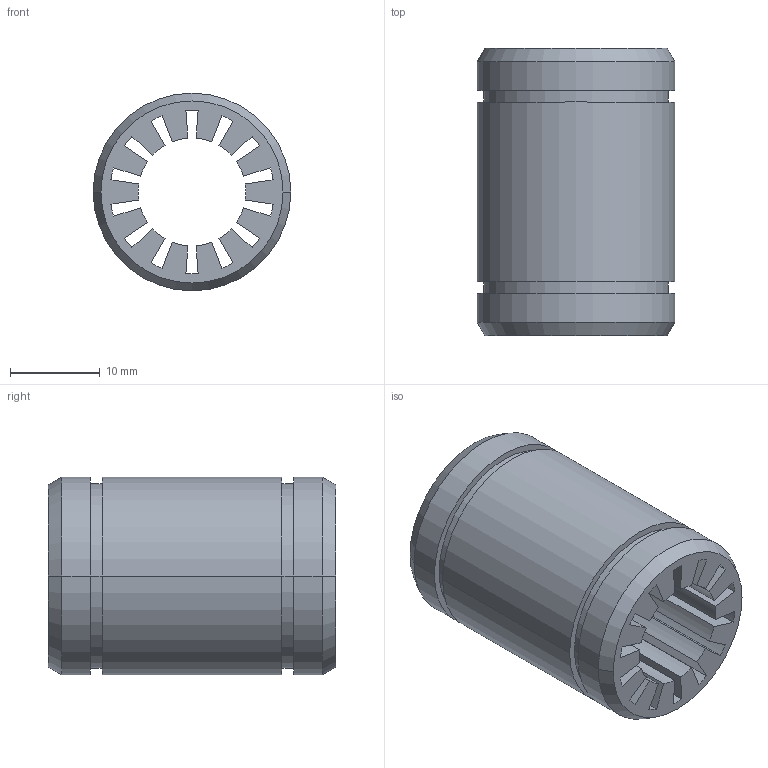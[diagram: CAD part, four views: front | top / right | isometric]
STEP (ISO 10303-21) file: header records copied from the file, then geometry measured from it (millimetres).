
FILE_DESCRIPTION(('STEP AP214'),'1');
FILE_NAME('cctmp_E37BCCF6-7FCA-4BB6-83C3-9D58546FAC92_2021_04_09_15_20_16_0273_16104..stp','2021-04-09T13:20:16',('igus GmbH'),('CADClick - www.CADClick.com'),'Spatial InterOp 3D',' ','unknown authorization');
FILE_SCHEMA(('AUTOMOTIVE_DESIGN'));
Length unit declared in the file: millimetre
Products named in the file (1): RJMP-01-12
Bounding box: 22 x 32 x 22 mm (x, y, z)
Volume: 6743.6 mm3; surface area: 6958.2 mm2
Topology: 1 solids, 1 shells, 78 faces, 212 edges, 140 vertices
Faces by surface type: cylinder 40, plane 34, cone 4
Entity records: 3140 total; most frequent: DIRECTION 454, CARTESIAN_POINT 431, ORIENTED_EDGE 424, EDGE_CURVE 212, AXIS2_PLACEMENT_3D 163, VERTEX_POINT 140, LINE 128, VECTOR 128
